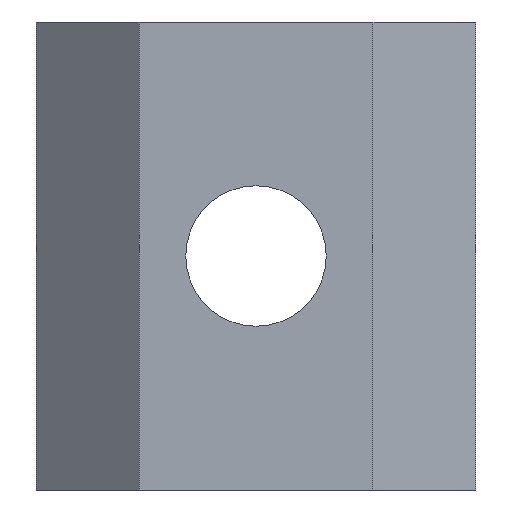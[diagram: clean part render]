
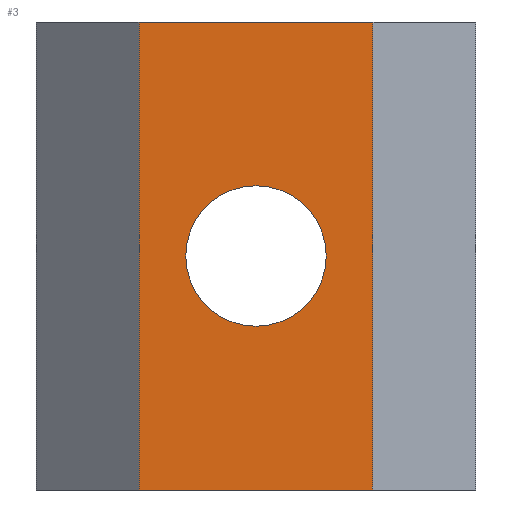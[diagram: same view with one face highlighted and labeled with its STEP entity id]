
A CAD part, front view. The second image highlights one B-rep face of the part: STEP entity #3.
In plain terms, the highlighted planar face has unit normal (0, -1, 0).
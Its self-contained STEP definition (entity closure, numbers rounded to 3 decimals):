
#1 = VERTEX_POINT ( 'NONE', #411 ) ;
#3 = ADVANCED_FACE ( 'NONE', ( #96, #493 ), #490, .F. ) ;
#5 = ORIENTED_EDGE ( 'NONE', *, *, #91, .T. ) ;
#25 = CARTESIAN_POINT ( 'NONE',  ( 0., -4.5, 1.5 ) ) ;
#32 = DIRECTION ( 'NONE',  ( 0., 0., -1. ) ) ;
#46 = VECTOR ( 'NONE', #421, 1000. ) ;
#50 = DIRECTION ( 'NONE',  ( 0., 0., 1. ) ) ;
#65 = CARTESIAN_POINT ( 'NONE',  ( 2.5, -4.5, 5. ) ) ;
#66 = ORIENTED_EDGE ( 'NONE', *, *, #329, .T. ) ;
#72 = VERTEX_POINT ( 'NONE', #25 ) ;
#91 = EDGE_CURVE ( 'NONE', #108, #285, #340, .T. ) ;
#94 = AXIS2_PLACEMENT_3D ( 'NONE', #284, #323, #50 ) ;
#96 = FACE_BOUND ( 'NONE', #272, .T. ) ;
#102 = CARTESIAN_POINT ( 'NONE',  ( -2.5, -4.5, 5. ) ) ;
#106 = VERTEX_POINT ( 'NONE', #452 ) ;
#107 = DIRECTION ( 'NONE',  ( 1., 0., 0. ) ) ;
#108 = VERTEX_POINT ( 'NONE', #298 ) ;
#120 = AXIS2_PLACEMENT_3D ( 'NONE', #440, #396, #362 ) ;
#126 = ORIENTED_EDGE ( 'NONE', *, *, #351, .T. ) ;
#128 = VECTOR ( 'NONE', #107, 1000. ) ;
#142 = AXIS2_PLACEMENT_3D ( 'NONE', #102, #383, #294 ) ;
#143 = LINE ( 'NONE', #461, #46 ) ;
#185 = CARTESIAN_POINT ( 'NONE',  ( -2.5, -4.5, -5. ) ) ;
#192 = DIRECTION ( 'NONE',  ( 0., 0., -1. ) ) ;
#204 = ORIENTED_EDGE ( 'NONE', *, *, #211, .F. ) ;
#211 = EDGE_CURVE ( 'NONE', #106, #229, #143, .T. ) ;
#220 = EDGE_CURVE ( 'NONE', #229, #285, #264, .T. ) ;
#229 = VERTEX_POINT ( 'NONE', #267 ) ;
#248 = VECTOR ( 'NONE', #192, 1000. ) ;
#264 = LINE ( 'NONE', #65, #437 ) ;
#267 = CARTESIAN_POINT ( 'NONE',  ( 2.5, -4.5, 5. ) ) ;
#272 = EDGE_LOOP ( 'NONE', ( #334, #66 ) ) ;
#283 = CARTESIAN_POINT ( 'NONE',  ( 2.5, -4.5, -5. ) ) ;
#284 = CARTESIAN_POINT ( 'NONE',  ( 0., -4.5, 0. ) ) ;
#285 = VERTEX_POINT ( 'NONE', #283 ) ;
#294 = DIRECTION ( 'NONE',  ( 0., 0., 1. ) ) ;
#298 = CARTESIAN_POINT ( 'NONE',  ( -2.5, -4.5, -5. ) ) ;
#311 = CIRCLE ( 'NONE', #120, 1.5 ) ;
#320 = CIRCLE ( 'NONE', #94, 1.5 ) ;
#323 = DIRECTION ( 'NONE',  ( 0., 1., 0. ) ) ;
#329 = EDGE_CURVE ( 'NONE', #1, #72, #311, .T. ) ;
#334 = ORIENTED_EDGE ( 'NONE', *, *, #420, .T. ) ;
#340 = LINE ( 'NONE', #185, #128 ) ;
#351 = EDGE_CURVE ( 'NONE', #106, #108, #507, .T. ) ;
#362 = DIRECTION ( 'NONE',  ( 0., 0., 1. ) ) ;
#365 = EDGE_LOOP ( 'NONE', ( #5, #496, #204, #126 ) ) ;
#383 = DIRECTION ( 'NONE',  ( 0., 1., 0. ) ) ;
#396 = DIRECTION ( 'NONE',  ( 0., 1., 0. ) ) ;
#411 = CARTESIAN_POINT ( 'NONE',  ( 0., -4.5, -1.5 ) ) ;
#420 = EDGE_CURVE ( 'NONE', #72, #1, #320, .T. ) ;
#421 = DIRECTION ( 'NONE',  ( 1., 0., 0. ) ) ;
#437 = VECTOR ( 'NONE', #32, 1000. ) ;
#440 = CARTESIAN_POINT ( 'NONE',  ( 0., -4.5, 0. ) ) ;
#452 = CARTESIAN_POINT ( 'NONE',  ( -2.5, -4.5, 5. ) ) ;
#461 = CARTESIAN_POINT ( 'NONE',  ( -2.5, -4.5, 5. ) ) ;
#473 = CARTESIAN_POINT ( 'NONE',  ( -2.5, -4.5, 5. ) ) ;
#490 = PLANE ( 'NONE',  #142 ) ;
#493 = FACE_OUTER_BOUND ( 'NONE', #365, .T. ) ;
#496 = ORIENTED_EDGE ( 'NONE', *, *, #220, .F. ) ;
#507 = LINE ( 'NONE', #473, #248 ) ;
